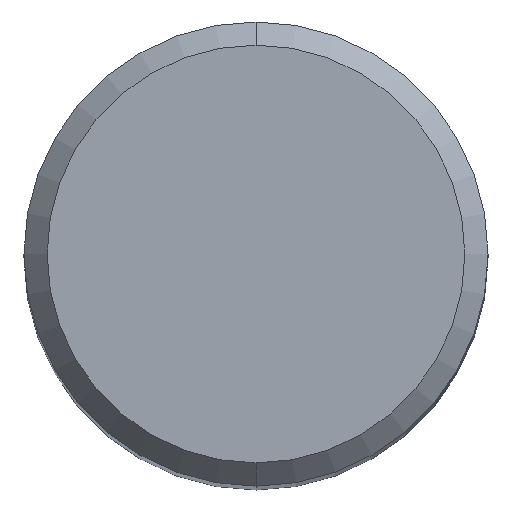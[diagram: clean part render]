
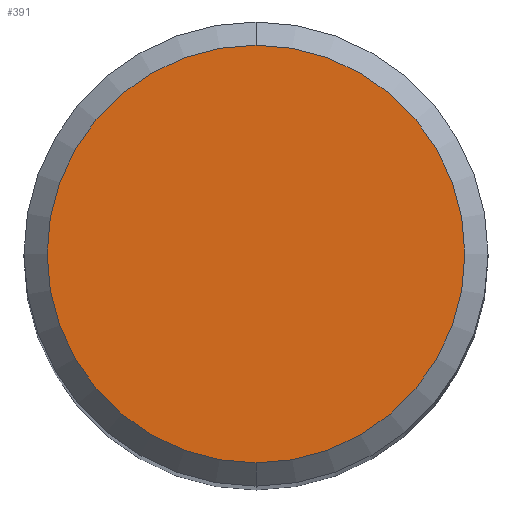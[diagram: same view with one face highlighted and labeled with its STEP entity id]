
A CAD part, top view. The second image highlights one B-rep face of the part: STEP entity #391.
In plain terms, the highlighted planar face has unit normal (0, 0, 1).
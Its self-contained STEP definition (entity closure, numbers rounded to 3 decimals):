
#391=ADVANCED_FACE('',(#1085),#1086,.T.);
#483=EDGE_CURVE('',#903,#559,#1193,.T.);
#559=VERTEX_POINT('',#1275);
#829=EDGE_CURVE('',#559,#903,#1565,.T.);
#903=VERTEX_POINT('',#1647);
#1085=FACE_OUTER_BOUND('',#1850,.T.);
#1086=PLANE('',#1851);
#1193=CIRCLE('',#2309,4.5);
#1275=CARTESIAN_POINT('',(0.0,4.5,0.0));
#1565=CIRCLE('',#3922,4.5);
#1647=CARTESIAN_POINT('',(0.,-4.5,0.0));
#1850=EDGE_LOOP('',(#5180,#5181));
#1851=AXIS2_PLACEMENT_3D('',#5182,#5183,#5184);
#2309=AXIS2_PLACEMENT_3D('',#5368,#5369,#5370);
#3922=AXIS2_PLACEMENT_3D('',#5739,#5740,#5741);
#5180=ORIENTED_EDGE('',*,*,#829,.F.);
#5181=ORIENTED_EDGE('',*,*,#483,.F.);
#5182=CARTESIAN_POINT('',(0.0,2.25,0.0));
#5183=DIRECTION('',(-0.0,0.0,1.0));
#5184=DIRECTION('',(0.0,-1.0,0.0));
#5368=CARTESIAN_POINT('',(0.0,0.0,0.0));
#5369=DIRECTION('',(0.0,0.0,-1.0));
#5370=DIRECTION('',(0.0,1.0,0.0));
#5739=CARTESIAN_POINT('',(0.0,0.0,0.0));
#5740=DIRECTION('',(0.0,0.0,-1.0));
#5741=DIRECTION('',(0.0,1.0,0.0));
